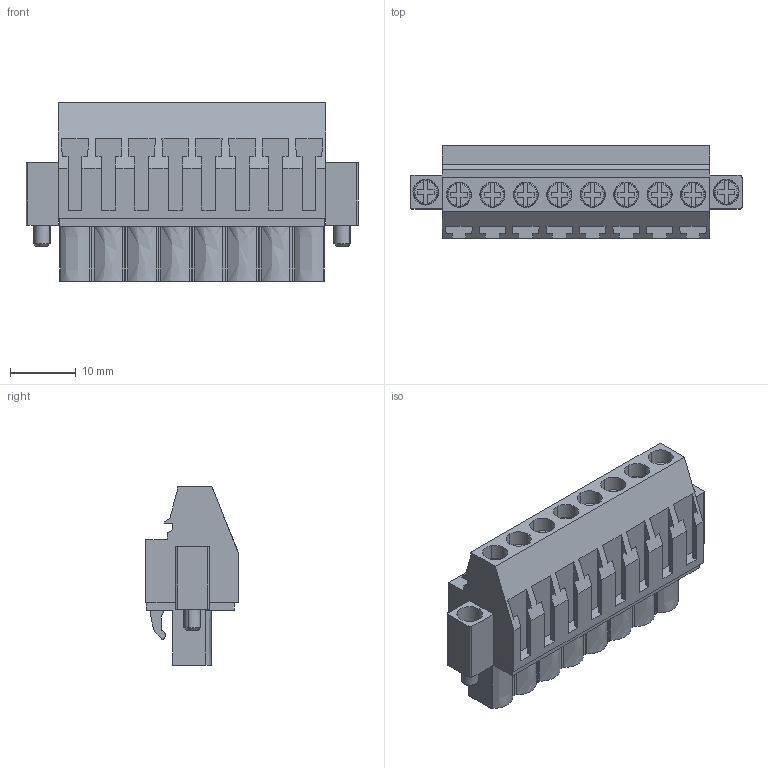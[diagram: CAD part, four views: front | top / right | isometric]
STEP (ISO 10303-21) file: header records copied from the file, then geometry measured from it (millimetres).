
FILE_DESCRIPTION(('CATIA V5R20 STEP214','CAx-IF Rec.Pracs.--- Model Styling and Organization---1.2---2011-12-15'),'2;1');
FILE_NAME ('7246761_2_1949860000_1949860000.stp','2015-12-07T12:42:25+00:00',('none'),('Weidmueller'),'CATIA Version 5-6 Release 2014 SP4','CATIA V5 STEP AP214','none');
FILE_SCHEMA(('AUTOMOTIVE_DESIGN { 1 0 10303 214 1 1 1 1 }'));
Length unit declared in the file: millimetre
Products named in the file (1): 1949860000
Bounding box: 50.44 x 14.05 x 27.11 mm (x, y, z)
Volume: 9330.5 mm3; surface area: 6573.5 mm2
Topology: 11 solids, 11 shells, 601 faces, 1643 edges, 1095 vertices
Faces by surface type: plane 415, extrusion 86, cylinder 56, torus 40, cone 4
Entity records: 19822 total; most frequent: CARTESIAN_POINT 6222, ORIENTED_EDGE 3286, DIRECTION 1877, EDGE_CURVE 1639, VERTEX_POINT 1091, VECTOR 1069, LINE 983, EDGE_LOOP 636
